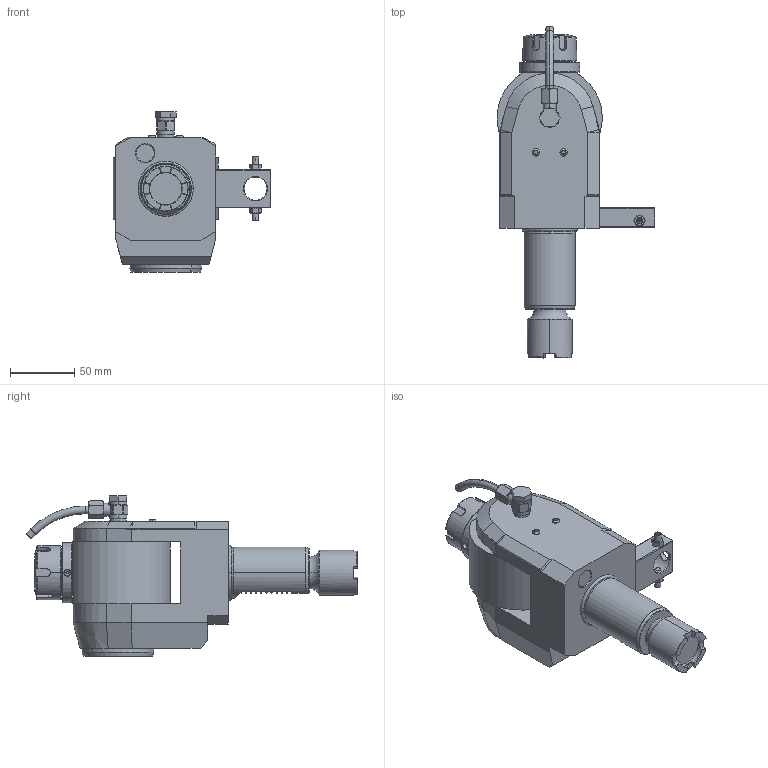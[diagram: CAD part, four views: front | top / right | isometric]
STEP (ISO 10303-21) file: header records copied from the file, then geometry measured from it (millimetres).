
FILE_DESCRIPTION((''),'2;1');
FILE_NAME('NGT1_40_551_25_1JB','2023-05-08T',('vali'),('NOVA GRUP'),'PRO/ENGINEER BY PARAMETRIC TECHNOLOGY CORPORATION, 2010280','PRO/ENGINEER BY PARAMETRIC TECHNOLOGY CORPORATION, 2010280','');
FILE_SCHEMA(('CONFIG_CONTROL_DESIGN'));
Length unit declared in the file: millimetre
Products named in the file (1): NGT1_40_551_25_1JB
Bounding box: 122.99 x 258.67 x 124.9 mm (x, y, z)
Volume: 954910.6 mm3; surface area: 89834.3 mm2
Topology: 1 solids, 2 shells, 609 faces, 1523 edges, 937 vertices
Faces by surface type: plane 252, cylinder 136, bspline 102, cone 81, torus 38
Entity records: 27361 total; most frequent: CARTESIAN_POINT 13944, ORIENTED_EDGE 3022, DIRECTION 2369, EDGE_CURVE 1511, VERTEX_POINT 937, AXIS2_PLACEMENT_3D 846, VECTOR 677, LINE 677
